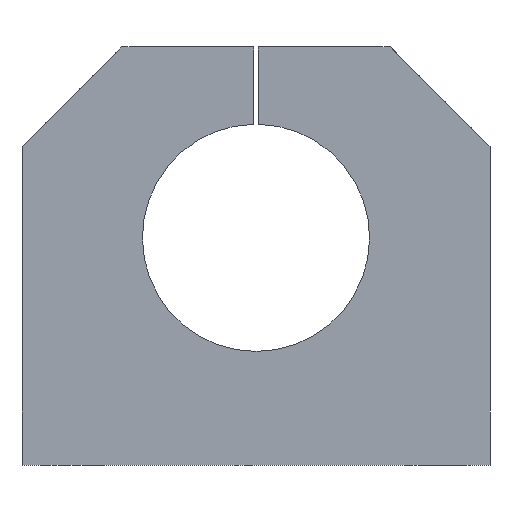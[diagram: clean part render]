
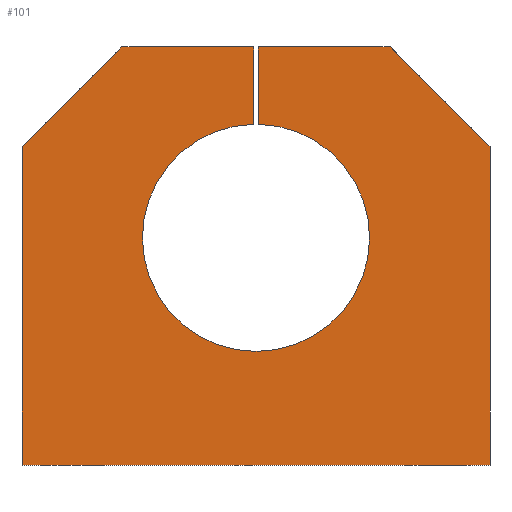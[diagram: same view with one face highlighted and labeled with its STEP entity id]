
A CAD part, front view. The second image highlights one B-rep face of the part: STEP entity #101.
In plain terms, the highlighted planar face has unit normal (0, -1, 0).
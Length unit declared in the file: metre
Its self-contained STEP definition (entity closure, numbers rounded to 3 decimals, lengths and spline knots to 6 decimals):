
#101 = ADVANCED_FACE( '', ( #214 ), #215, .F. );
#214 = FACE_OUTER_BOUND( '', #323, .T. );
#215 = PLANE( '', #324 );
#323 = EDGE_LOOP( '', ( #529, #530, #531, #532, #533, #534, #535, #536, #537, #538 ) );
#324 = AXIS2_PLACEMENT_3D( '', #539, #540, #541 );
#529 = ORIENTED_EDGE( '', *, *, #643, .T. );
#530 = ORIENTED_EDGE( '', *, *, #594, .F. );
#531 = ORIENTED_EDGE( '', *, *, #657, .F. );
#532 = ORIENTED_EDGE( '', *, *, #636, .F. );
#533 = ORIENTED_EDGE( '', *, *, #633, .F. );
#534 = ORIENTED_EDGE( '', *, *, #578, .F. );
#535 = ORIENTED_EDGE( '', *, *, #655, .F. );
#536 = ORIENTED_EDGE( '', *, *, #658, .F. );
#537 = ORIENTED_EDGE( '', *, *, #625, .T. );
#538 = ORIENTED_EDGE( '', *, *, #616, .T. );
#539 = CARTESIAN_POINT( '', ( -0.0515, -0.025, 0. ) );
#540 = DIRECTION( '', ( 0., 1., 0. ) );
#541 = DIRECTION( '', ( 0., 0., 1. ) );
#578 = EDGE_CURVE( '', #668, #670, #671, .T. );
#594 = EDGE_CURVE( '', #697, #698, #699, .T. );
#616 = EDGE_CURVE( '', #733, #731, #734, .T. );
#625 = EDGE_CURVE( '', #747, #733, #748, .T. );
#633 = EDGE_CURVE( '', #670, #759, #760, .T. );
#636 = EDGE_CURVE( '', #759, #763, #764, .T. );
#643 = EDGE_CURVE( '', #731, #698, #771, .T. );
#655 = EDGE_CURVE( '', #786, #668, #788, .T. );
#657 = EDGE_CURVE( '', #763, #697, #790, .T. );
#658 = EDGE_CURVE( '', #747, #786, #791, .T. );
#668 = VERTEX_POINT( '', #802 );
#670 = VERTEX_POINT( '', #805 );
#671 = LINE( '', #806, #807 );
#697 = VERTEX_POINT( '', #842 );
#698 = VERTEX_POINT( '', #843 );
#699 = LINE( '', #844, #845 );
#731 = VERTEX_POINT( '', #890 );
#733 = VERTEX_POINT( '', #893 );
#734 = CIRCLE( '', #894, 0.025 );
#747 = VERTEX_POINT( '', #908 );
#748 = LINE( '', #909, #910 );
#759 = VERTEX_POINT( '', #926 );
#760 = LINE( '', #927, #928 );
#763 = VERTEX_POINT( '', #932 );
#764 = LINE( '', #933, #934 );
#771 = LINE( '', #944, #945 );
#786 = VERTEX_POINT( '', #1065 );
#788 = LINE( '', #1068, #1069 );
#790 = LINE( '', #1071, #1072 );
#791 = LINE( '', #1073, #1074 );
#802 = CARTESIAN_POINT( '', ( 0.0515, -0.025, 0.07 ) );
#805 = CARTESIAN_POINT( '', ( 0.0515, -0.025, 0. ) );
#806 = CARTESIAN_POINT( '', ( 0.0515, -0.025, 0.07 ) );
#807 = VECTOR( '', #1083, 1. );
#842 = CARTESIAN_POINT( '', ( -0.0295, -0.025, 0.092 ) );
#843 = CARTESIAN_POINT( '', ( -0.0005, -0.025, 0.092 ) );
#844 = CARTESIAN_POINT( '', ( -0.0295, -0.025, 0.092 ) );
#845 = VECTOR( '', #1102, 1. );
#890 = CARTESIAN_POINT( '', ( -0.0005, -0.025, 0.074995 ) );
#893 = CARTESIAN_POINT( '', ( 0.0005, -0.025, 0.074995 ) );
#894 = AXIS2_PLACEMENT_3D( '', #1123, #1124, #1125 );
#908 = CARTESIAN_POINT( '', ( 0.0005, -0.025, 0.092 ) );
#909 = CARTESIAN_POINT( '', ( 0.0005, -0.025, 0.092 ) );
#910 = VECTOR( '', #1139, 1. );
#926 = CARTESIAN_POINT( '', ( -0.0515, -0.025, 0. ) );
#927 = CARTESIAN_POINT( '', ( 0.0515, -0.025, 0. ) );
#928 = VECTOR( '', #1145, 1. );
#932 = CARTESIAN_POINT( '', ( -0.0515, -0.025, 0.07 ) );
#933 = CARTESIAN_POINT( '', ( -0.0515, -0.025, 0. ) );
#934 = VECTOR( '', #1147, 1. );
#944 = CARTESIAN_POINT( '', ( -0.0005, -0.025, 0.05 ) );
#945 = VECTOR( '', #1151, 1. );
#1065 = CARTESIAN_POINT( '', ( 0.0295, -0.025, 0.092 ) );
#1068 = CARTESIAN_POINT( '', ( 0.0295, -0.025, 0.092 ) );
#1069 = VECTOR( '', #1162, 1. );
#1071 = CARTESIAN_POINT( '', ( -0.0515, -0.025, 0.07 ) );
#1072 = VECTOR( '', #1163, 1. );
#1073 = CARTESIAN_POINT( '', ( -0.0295, -0.025, 0.092 ) );
#1074 = VECTOR( '', #1164, 1. );
#1083 = DIRECTION( '', ( 0., 0., -1. ) );
#1102 = DIRECTION( '', ( 1., 0., 0. ) );
#1123 = CARTESIAN_POINT( '', ( 0., -0.025, 0.05 ) );
#1124 = DIRECTION( '', ( 0., 1., 0. ) );
#1125 = DIRECTION( '', ( 1., 0., 0. ) );
#1139 = DIRECTION( '', ( 0., 0., -1. ) );
#1145 = DIRECTION( '', ( -1., 0., 0. ) );
#1147 = DIRECTION( '', ( 0., 0., 1. ) );
#1151 = DIRECTION( '', ( 0., 0., 1. ) );
#1162 = DIRECTION( '', ( 0.707, 0., -0.707 ) );
#1163 = DIRECTION( '', ( 0.707, 0., 0.707 ) );
#1164 = DIRECTION( '', ( 1., 0., 0. ) );
